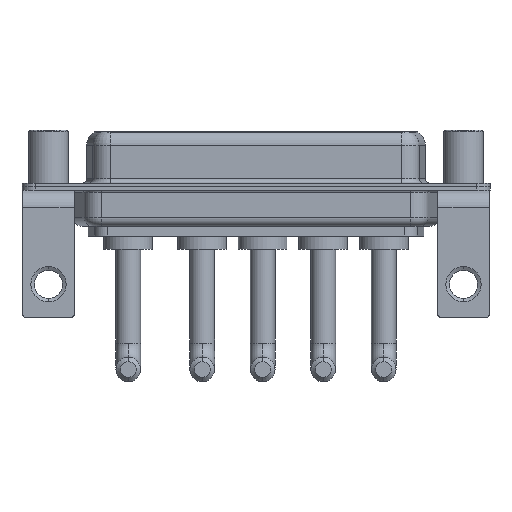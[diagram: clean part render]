
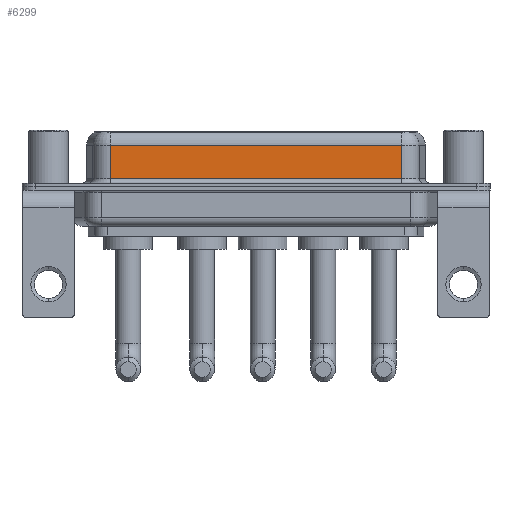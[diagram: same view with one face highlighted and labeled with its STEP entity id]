
A CAD part, front view. The second image highlights one B-rep face of the part: STEP entity #6299.
In plain terms, the highlighted planar face has unit normal (0, -1, 0).
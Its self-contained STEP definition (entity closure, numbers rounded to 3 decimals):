
#308 = EDGE_LOOP ( 'NONE', ( #1145, #13341, #9972, #4000 ) ) ;
#346 = VECTOR ( 'NONE', #4616, 1000. ) ;
#564 = LINE ( 'NONE', #8789, #4017 ) ;
#666 = DIRECTION ( 'NONE',  ( 0., 0., -1. ) ) ;
#783 = AXIS2_PLACEMENT_3D ( 'NONE', #13788, #9061, #7905 ) ;
#1145 = ORIENTED_EDGE ( 'NONE', *, *, #2849, .F. ) ;
#1162 = CARTESIAN_POINT ( 'NONE',  ( 40.037, -3.95, 0.9 ) ) ;
#1191 = VECTOR ( 'NONE', #3975, 1000. ) ;
#2849 = EDGE_CURVE ( 'NONE', #8129, #14044, #6572, .T. ) ;
#3347 = CARTESIAN_POINT ( 'NONE',  ( 7.013, -3.95, 0.9 ) ) ;
#3975 = DIRECTION ( 'NONE',  ( 0., 0., -1. ) ) ;
#4000 = ORIENTED_EDGE ( 'NONE', *, *, #10295, .T. ) ;
#4017 = VECTOR ( 'NONE', #9935, 1000. ) ;
#4360 = PLANE ( 'NONE',  #783 ) ;
#4616 = DIRECTION ( 'NONE',  ( 1., 0., 0. ) ) ;
#5100 = CARTESIAN_POINT ( 'NONE',  ( 7.013, -3.95, 4.65 ) ) ;
#6299 = ADVANCED_FACE ( 'NONE', ( #14961 ), #4360, .F. ) ;
#6572 = LINE ( 'NONE', #14556, #1191 ) ;
#6665 = VERTEX_POINT ( 'NONE', #5100 ) ;
#7225 = CARTESIAN_POINT ( 'NONE',  ( 40.037, -3.95, 4.65 ) ) ;
#7632 = VERTEX_POINT ( 'NONE', #3347 ) ;
#7905 = DIRECTION ( 'NONE',  ( 0., 0., 1. ) ) ;
#8129 = VERTEX_POINT ( 'NONE', #7225 ) ;
#8483 = CARTESIAN_POINT ( 'NONE',  ( 40.037, -3.95, 0.9 ) ) ;
#8789 = CARTESIAN_POINT ( 'NONE',  ( 40.037, -3.95, 4.65 ) ) ;
#9061 = DIRECTION ( 'NONE',  ( 0., 1., 0. ) ) ;
#9935 = DIRECTION ( 'NONE',  ( -1., 0., 0. ) ) ;
#9972 = ORIENTED_EDGE ( 'NONE', *, *, #13144, .T. ) ;
#10225 = EDGE_CURVE ( 'NONE', #8129, #6665, #564, .T. ) ;
#10295 = EDGE_CURVE ( 'NONE', #7632, #14044, #15214, .T. ) ;
#11041 = LINE ( 'NONE', #14466, #14960 ) ;
#13144 = EDGE_CURVE ( 'NONE', #6665, #7632, #11041, .T. ) ;
#13341 = ORIENTED_EDGE ( 'NONE', *, *, #10225, .T. ) ;
#13788 = CARTESIAN_POINT ( 'NONE',  ( 40.037, -3.95, 6.4 ) ) ;
#14044 = VERTEX_POINT ( 'NONE', #8483 ) ;
#14466 = CARTESIAN_POINT ( 'NONE',  ( 7.013, -3.95, 6.4 ) ) ;
#14556 = CARTESIAN_POINT ( 'NONE',  ( 40.037, -3.95, 6.4 ) ) ;
#14960 = VECTOR ( 'NONE', #666, 1000. ) ;
#14961 = FACE_OUTER_BOUND ( 'NONE', #308, .T. ) ;
#15214 = LINE ( 'NONE', #1162, #346 ) ;
